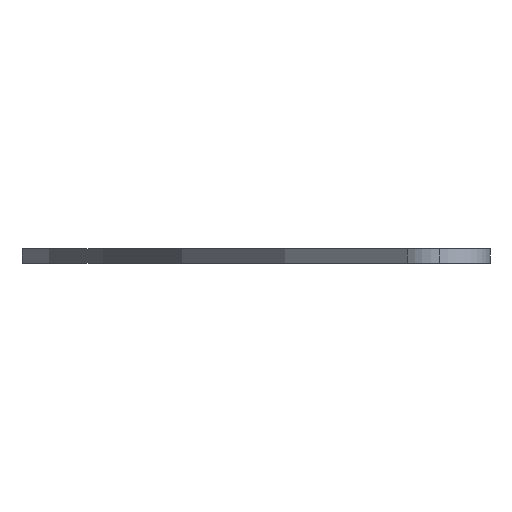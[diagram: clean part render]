
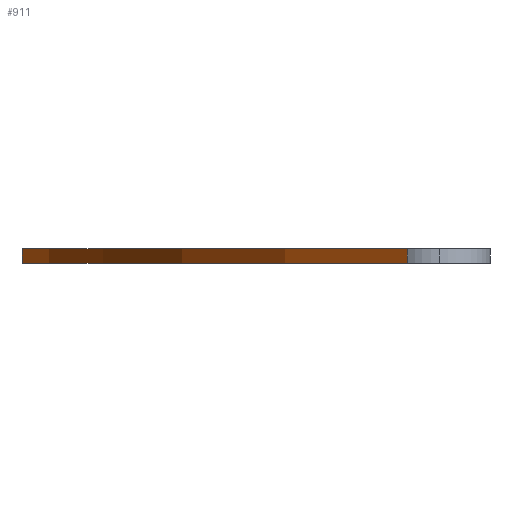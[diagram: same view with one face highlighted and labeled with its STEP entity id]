
A CAD part, left-side view. The second image highlights one B-rep face of the part: STEP entity #911.
In plain terms, the highlighted cylindrical face has radius 351.5 mm (diameter 703 mm), a partial arc.
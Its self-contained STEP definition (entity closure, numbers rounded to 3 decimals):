
#45 = LINE ( 'NONE', #1035, #103 ) ;
#103 = VECTOR ( 'NONE', #1339, 1000. ) ;
#152 = DIRECTION ( 'NONE',  ( -1., 0., 0. ) ) ;
#164 = DIRECTION ( 'NONE',  ( 0., 0., -1. ) ) ;
#274 = VERTEX_POINT ( 'NONE', #1625 ) ;
#294 = CARTESIAN_POINT ( 'NONE',  ( -273.214, 10.696, -2.5 ) ) ;
#323 = CARTESIAN_POINT ( 'NONE',  ( 0., -210.452, 2.5 ) ) ;
#325 = ORIENTED_EDGE ( 'NONE', *, *, #961, .T. ) ;
#344 = AXIS2_PLACEMENT_3D ( 'NONE', #811, #1757, #785 ) ;
#353 = EDGE_LOOP ( 'NONE', ( #1022, #1170, #708, #325 ) ) ;
#369 = VERTEX_POINT ( 'NONE', #1096 ) ;
#387 = CIRCLE ( 'NONE', #533, 351.5 ) ;
#533 = AXIS2_PLACEMENT_3D ( 'NONE', #675, #572, #152 ) ;
#570 = EDGE_CURVE ( 'NONE', #274, #1780, #45, .T. ) ;
#572 = DIRECTION ( 'NONE',  ( 0., 0., 1. ) ) ;
#675 = CARTESIAN_POINT ( 'NONE',  ( 0., -210.452, -2.5 ) ) ;
#703 = EDGE_CURVE ( 'NONE', #1296, #274, #1137, .T. ) ;
#708 = ORIENTED_EDGE ( 'NONE', *, *, #703, .F. ) ;
#754 = DIRECTION ( 'NONE',  ( -1., 0., 0. ) ) ;
#785 = DIRECTION ( 'NONE',  ( -1., 0., 0. ) ) ;
#811 = CARTESIAN_POINT ( 'NONE',  ( 0., -210.452, 2.5 ) ) ;
#891 = AXIS2_PLACEMENT_3D ( 'NONE', #323, #896, #754 ) ;
#896 = DIRECTION ( 'NONE',  ( 0., 0., -1. ) ) ;
#911 = ADVANCED_FACE ( 'NONE', ( #1032 ), #1466, .T. ) ;
#961 = EDGE_CURVE ( 'NONE', #1296, #369, #1042, .T. ) ;
#1022 = ORIENTED_EDGE ( 'NONE', *, *, #1159, .T. ) ;
#1025 = CARTESIAN_POINT ( 'NONE',  ( 273.214, 10.696, 2.5 ) ) ;
#1027 = CARTESIAN_POINT ( 'NONE',  ( 273.214, 10.696, 2.5 ) ) ;
#1032 = FACE_OUTER_BOUND ( 'NONE', #353, .T. ) ;
#1035 = CARTESIAN_POINT ( 'NONE',  ( -273.214, 10.696, 2.5 ) ) ;
#1042 = LINE ( 'NONE', #1027, #1172 ) ;
#1096 = CARTESIAN_POINT ( 'NONE',  ( 273.214, 10.696, -2.5 ) ) ;
#1137 = CIRCLE ( 'NONE', #344, 351.5 ) ;
#1159 = EDGE_CURVE ( 'NONE', #369, #1780, #387, .T. ) ;
#1170 = ORIENTED_EDGE ( 'NONE', *, *, #570, .F. ) ;
#1172 = VECTOR ( 'NONE', #164, 1000. ) ;
#1296 = VERTEX_POINT ( 'NONE', #1025 ) ;
#1339 = DIRECTION ( 'NONE',  ( 0., 0., -1. ) ) ;
#1466 = CYLINDRICAL_SURFACE ( 'NONE', #891, 351.5 ) ;
#1625 = CARTESIAN_POINT ( 'NONE',  ( -273.214, 10.696, 2.5 ) ) ;
#1757 = DIRECTION ( 'NONE',  ( 0., 0., 1. ) ) ;
#1780 = VERTEX_POINT ( 'NONE', #294 ) ;
